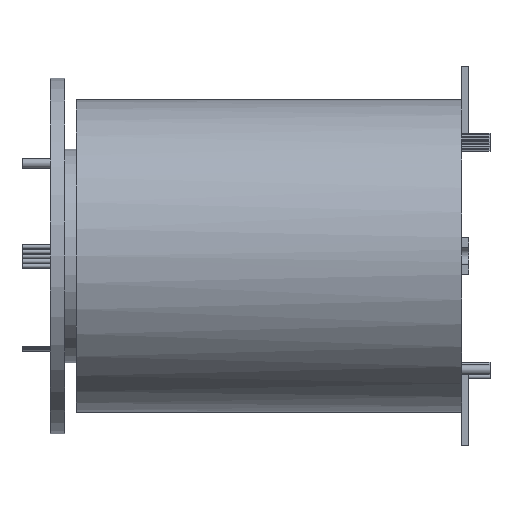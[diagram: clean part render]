
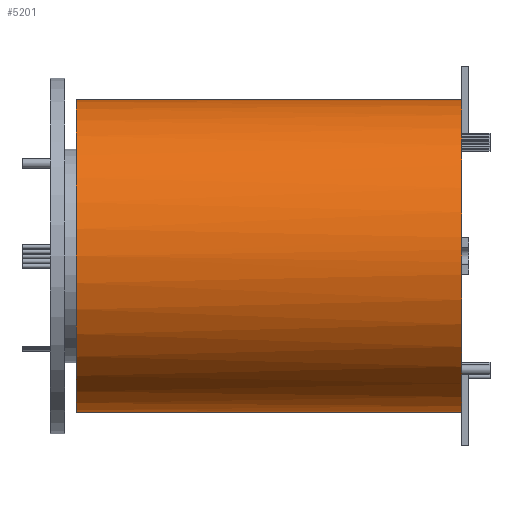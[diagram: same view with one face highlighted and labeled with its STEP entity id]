
A CAD part, front view. The second image highlights one B-rep face of the part: STEP entity #5201.
In plain terms, the highlighted cylindrical face has radius 110 mm (diameter 220 mm), a partial arc.
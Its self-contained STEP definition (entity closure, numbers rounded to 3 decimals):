
#78 = CARTESIAN_POINT ( 'NONE',  ( 289., 0., 110. ) ) ;
#251 = EDGE_CURVE ( 'NONE', #6936, #8148, #3325, .T. ) ;
#521 = ORIENTED_EDGE ( 'NONE', *, *, #5134, .T. ) ;
#637 = EDGE_LOOP ( 'NONE', ( #3990, #2750, #10379, #9382, #8337, #521, #4075, #10203 ) ) ;
#639 = CARTESIAN_POINT ( 'NONE',  ( 18., 0., 110. ) ) ;
#799 = VERTEX_POINT ( 'NONE', #7427 ) ;
#1055 = EDGE_CURVE ( 'NONE', #8510, #2096, #8280, .T. ) ;
#1304 = DIRECTION ( 'NONE',  ( -1., 0., 0. ) ) ;
#1468 = DIRECTION ( 'NONE',  ( 0., 0., 1. ) ) ;
#1562 = CIRCLE ( 'NONE', #8803, 110. ) ;
#1709 = EDGE_CURVE ( 'NONE', #8148, #6825, #3026, .T. ) ;
#1758 = CARTESIAN_POINT ( 'NONE',  ( 0., 0., 110. ) ) ;
#1785 = EDGE_CURVE ( 'NONE', #6825, #6465, #1876, .T. ) ;
#1876 = CIRCLE ( 'NONE', #7402, 110. ) ;
#2096 = VERTEX_POINT ( 'NONE', #639 ) ;
#2269 = CYLINDRICAL_SURFACE ( 'NONE', #3070, 110. ) ;
#2371 = CARTESIAN_POINT ( 'NONE',  ( 289., -13., -109.229 ) ) ;
#2652 = CARTESIAN_POINT ( 'NONE',  ( 289., -109.229, -13. ) ) ;
#2714 = DIRECTION ( 'NONE',  ( -1., 0., 0. ) ) ;
#2734 = AXIS2_PLACEMENT_3D ( 'NONE', #6206, #1304, #7008 ) ;
#2750 = ORIENTED_EDGE ( 'NONE', *, *, #8355, .T. ) ;
#2818 = CARTESIAN_POINT ( 'NONE',  ( 289., 0., 0. ) ) ;
#2949 = FACE_OUTER_BOUND ( 'NONE', #637, .T. ) ;
#2951 = CARTESIAN_POINT ( 'NONE',  ( 289., 0., 0. ) ) ;
#2998 = CARTESIAN_POINT ( 'NONE',  ( 289., 0., 0. ) ) ;
#3026 = CIRCLE ( 'NONE', #3527, 110. ) ;
#3070 = AXIS2_PLACEMENT_3D ( 'NONE', #7968, #6347, #1468 ) ;
#3260 = CIRCLE ( 'NONE', #2734, 110. ) ;
#3285 = CARTESIAN_POINT ( 'NONE',  ( 289., 0., 0. ) ) ;
#3325 = CIRCLE ( 'NONE', #8275, 110. ) ;
#3527 = AXIS2_PLACEMENT_3D ( 'NONE', #7651, #2714, #8476 ) ;
#3644 = DIRECTION ( 'NONE',  ( 0., 0., 1. ) ) ;
#3778 = DIRECTION ( 'NONE',  ( 0., 0., -1. ) ) ;
#3835 = DIRECTION ( 'NONE',  ( 0., 0., -1. ) ) ;
#3990 = ORIENTED_EDGE ( 'NONE', *, *, #8762, .F. ) ;
#4075 = ORIENTED_EDGE ( 'NONE', *, *, #1055, .T. ) ;
#4113 = DIRECTION ( 'NONE',  ( 0., 0., 1. ) ) ;
#4126 = CARTESIAN_POINT ( 'NONE',  ( 0., 0., -110. ) ) ;
#4184 = VECTOR ( 'NONE', #9146, 1000. ) ;
#5134 = EDGE_CURVE ( 'NONE', #6465, #8510, #1562, .T. ) ;
#5201 = ADVANCED_FACE ( 'NONE', ( #2949 ), #2269, .T. ) ;
#5501 = LINE ( 'NONE', #4126, #7660 ) ;
#5797 = CIRCLE ( 'NONE', #7736, 110. ) ;
#6206 = CARTESIAN_POINT ( 'NONE',  ( 18., 0., 0. ) ) ;
#6342 = CARTESIAN_POINT ( 'NONE',  ( 289., -109.229, 13. ) ) ;
#6347 = DIRECTION ( 'NONE',  ( -1., 0., 0. ) ) ;
#6465 = VERTEX_POINT ( 'NONE', #8525 ) ;
#6529 = EDGE_CURVE ( 'NONE', #799, #2096, #3260, .T. ) ;
#6801 = VERTEX_POINT ( 'NONE', #7120 ) ;
#6825 = VERTEX_POINT ( 'NONE', #6342 ) ;
#6936 = VERTEX_POINT ( 'NONE', #2371 ) ;
#7008 = DIRECTION ( 'NONE',  ( 0., 0., 1. ) ) ;
#7120 = CARTESIAN_POINT ( 'NONE',  ( 289., 0., -110. ) ) ;
#7402 = AXIS2_PLACEMENT_3D ( 'NONE', #2818, #8588, #3644 ) ;
#7427 = CARTESIAN_POINT ( 'NONE',  ( 18., 0., -110. ) ) ;
#7651 = CARTESIAN_POINT ( 'NONE',  ( 289., 0., 0. ) ) ;
#7660 = VECTOR ( 'NONE', #9868, 1000. ) ;
#7736 = AXIS2_PLACEMENT_3D ( 'NONE', #2998, #8779, #3835 ) ;
#7968 = CARTESIAN_POINT ( 'NONE',  ( 0., 0., 0. ) ) ;
#8148 = VERTEX_POINT ( 'NONE', #2652 ) ;
#8275 = AXIS2_PLACEMENT_3D ( 'NONE', #3285, #9057, #4113 ) ;
#8280 = LINE ( 'NONE', #1758, #4184 ) ;
#8337 = ORIENTED_EDGE ( 'NONE', *, *, #1785, .T. ) ;
#8355 = EDGE_CURVE ( 'NONE', #6801, #6936, #5797, .T. ) ;
#8476 = DIRECTION ( 'NONE',  ( 0., 0., -1. ) ) ;
#8510 = VERTEX_POINT ( 'NONE', #78 ) ;
#8525 = CARTESIAN_POINT ( 'NONE',  ( 289., -13., 109.229 ) ) ;
#8588 = DIRECTION ( 'NONE',  ( -1., 0., 0. ) ) ;
#8718 = DIRECTION ( 'NONE',  ( -1., 0., 0. ) ) ;
#8762 = EDGE_CURVE ( 'NONE', #6801, #799, #5501, .T. ) ;
#8779 = DIRECTION ( 'NONE',  ( -1., 0., 0. ) ) ;
#8803 = AXIS2_PLACEMENT_3D ( 'NONE', #2951, #8718, #3778 ) ;
#9057 = DIRECTION ( 'NONE',  ( -1., 0., 0. ) ) ;
#9146 = DIRECTION ( 'NONE',  ( -1., 0., 0. ) ) ;
#9382 = ORIENTED_EDGE ( 'NONE', *, *, #1709, .T. ) ;
#9868 = DIRECTION ( 'NONE',  ( -1., 0., 0. ) ) ;
#10203 = ORIENTED_EDGE ( 'NONE', *, *, #6529, .F. ) ;
#10379 = ORIENTED_EDGE ( 'NONE', *, *, #251, .T. ) ;
